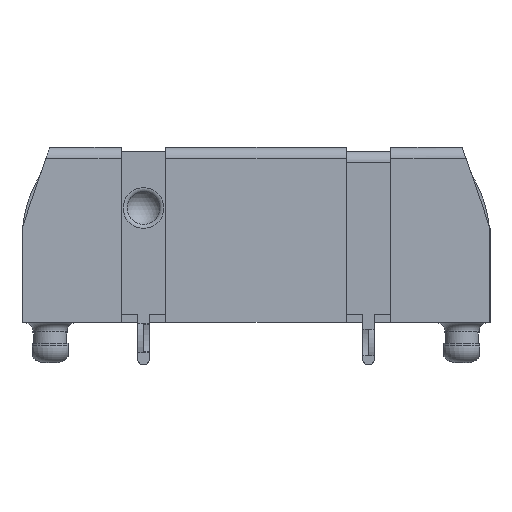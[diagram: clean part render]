
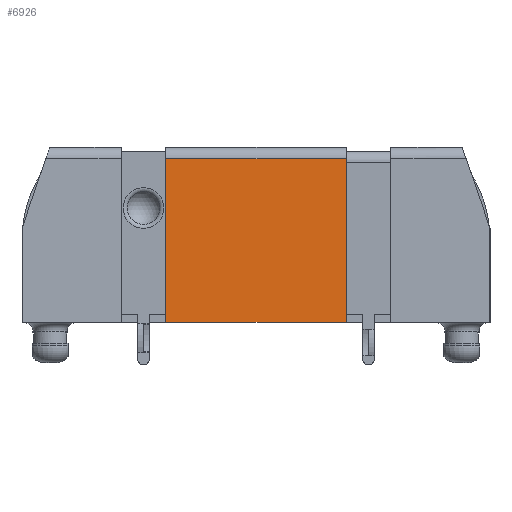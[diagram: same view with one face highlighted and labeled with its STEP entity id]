
A CAD part, left-side view. The second image highlights one B-rep face of the part: STEP entity #6926.
In plain terms, the highlighted planar face has unit normal (-1, 0, 0.018).
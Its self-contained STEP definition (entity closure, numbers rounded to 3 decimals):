
#735=ORIENTED_EDGE('',*,*,#2149,.F.);
#736=ORIENTED_EDGE('',*,*,#2127,.T.);
#737=ORIENTED_EDGE('',*,*,#2150,.F.);
#738=ORIENTED_EDGE('',*,*,#2151,.F.);
#2127=EDGE_CURVE('',#2840,#2838,#3346,.T.);
#2149=EDGE_CURVE('',#2840,#2857,#3365,.T.);
#2150=EDGE_CURVE('',#2858,#2838,#3366,.T.);
#2151=EDGE_CURVE('',#2857,#2858,#3367,.T.);
#2838=VERTEX_POINT('',#9648);
#2840=VERTEX_POINT('',#9651);
#2857=VERTEX_POINT('',#9699);
#2858=VERTEX_POINT('',#9701);
#3346=LINE('',#9650,#3958);
#3365=LINE('',#9698,#3977);
#3366=LINE('',#9700,#3978);
#3367=LINE('',#9702,#3979);
#3958=VECTOR('',#8059,1000.);
#3977=VECTOR('',#8094,1000.);
#3978=VECTOR('',#8095,1000.);
#3979=VECTOR('',#8096,1000.);
#4465=EDGE_LOOP('',(#735,#736,#737,#738));
#4773=FACE_BOUND('',#4465,.T.);
#5053=PLANE('',#7287);
#6926=ADVANCED_FACE('',(#4773),#5053,.F.);
#7287=AXIS2_PLACEMENT_3D('',#9697,#8092,#8093);
#8059=DIRECTION('',(0.,1.,0.));
#8092=DIRECTION('',(1.,0.,-0.017));
#8093=DIRECTION('',(-0.017,0.,-1.));
#8094=DIRECTION('',(-0.017,0.,-1.));
#8095=DIRECTION('',(0.017,0.,1.));
#8096=DIRECTION('',(0.,1.,0.));
#9648=CARTESIAN_POINT('',(-38.285,7.658,13.912));
#9650=CARTESIAN_POINT('',(-38.285,17.518,13.912));
#9651=CARTESIAN_POINT('',(-38.285,-7.658,13.912));
#9697=CARTESIAN_POINT('',(-38.268,17.518,14.91));
#9698=CARTESIAN_POINT('',(-38.268,-7.658,14.91));
#9699=CARTESIAN_POINT('',(-38.528,-7.658,0.001));
#9700=CARTESIAN_POINT('',(-38.268,7.658,14.91));
#9701=CARTESIAN_POINT('',(-38.528,7.658,0.001));
#9702=CARTESIAN_POINT('',(-38.528,17.518,0.001));
